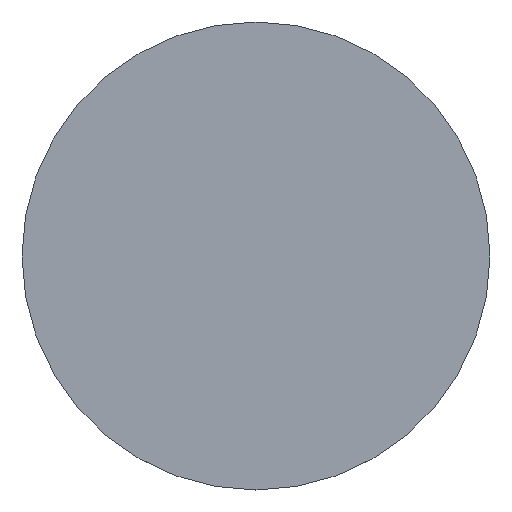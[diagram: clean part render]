
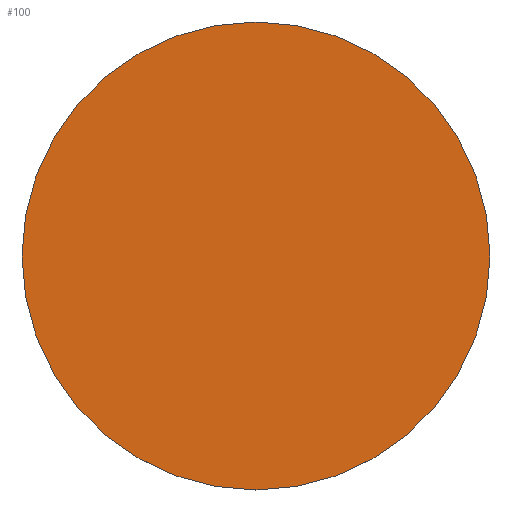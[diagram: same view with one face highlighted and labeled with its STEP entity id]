
A CAD part, top view. The second image highlights one B-rep face of the part: STEP entity #100.
In plain terms, the highlighted planar face has unit normal (0, 0, 1).
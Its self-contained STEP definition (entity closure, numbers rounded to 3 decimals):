
#6 = DIRECTION ( 'NONE',  ( 1., 0., 0. ) ) ;
#8 = DIRECTION ( 'NONE',  ( 1., 0., 0. ) ) ;
#15 = EDGE_LOOP ( 'NONE', ( #93, #166 ) ) ;
#27 = EDGE_CURVE ( 'NONE', #54, #111, #130, .T. ) ;
#31 = CARTESIAN_POINT ( 'NONE',  ( 0., 0., 0.1 ) ) ;
#50 = AXIS2_PLACEMENT_3D ( 'NONE', #31, #156, #83 ) ;
#54 = VERTEX_POINT ( 'NONE', #63 ) ;
#62 = CARTESIAN_POINT ( 'NONE',  ( 0., 0., 0.1 ) ) ;
#63 = CARTESIAN_POINT ( 'NONE',  ( -6.25, 0., 0.1 ) ) ;
#71 = CIRCLE ( 'NONE', #170, 6.25 ) ;
#83 = DIRECTION ( 'NONE',  ( 1., 0., 0. ) ) ;
#93 = ORIENTED_EDGE ( 'NONE', *, *, #27, .T. ) ;
#99 = FACE_OUTER_BOUND ( 'NONE', #15, .T. ) ;
#100 = ADVANCED_FACE ( 'NONE', ( #99 ), #154, .T. ) ;
#110 = EDGE_CURVE ( 'NONE', #111, #54, #71, .T. ) ;
#111 = VERTEX_POINT ( 'NONE', #167 ) ;
#113 = CARTESIAN_POINT ( 'NONE',  ( 0., 0., 0.1 ) ) ;
#128 = DIRECTION ( 'NONE',  ( 0., 0., 1. ) ) ;
#130 = CIRCLE ( 'NONE', #152, 6.25 ) ;
#142 = DIRECTION ( 'NONE',  ( 0., 0., 1. ) ) ;
#152 = AXIS2_PLACEMENT_3D ( 'NONE', #113, #128, #6 ) ;
#154 = PLANE ( 'NONE',  #50 ) ;
#156 = DIRECTION ( 'NONE',  ( 0., 0., 1. ) ) ;
#166 = ORIENTED_EDGE ( 'NONE', *, *, #110, .T. ) ;
#167 = CARTESIAN_POINT ( 'NONE',  ( 6.25, 0., 0.1 ) ) ;
#170 = AXIS2_PLACEMENT_3D ( 'NONE', #62, #142, #8 ) ;
